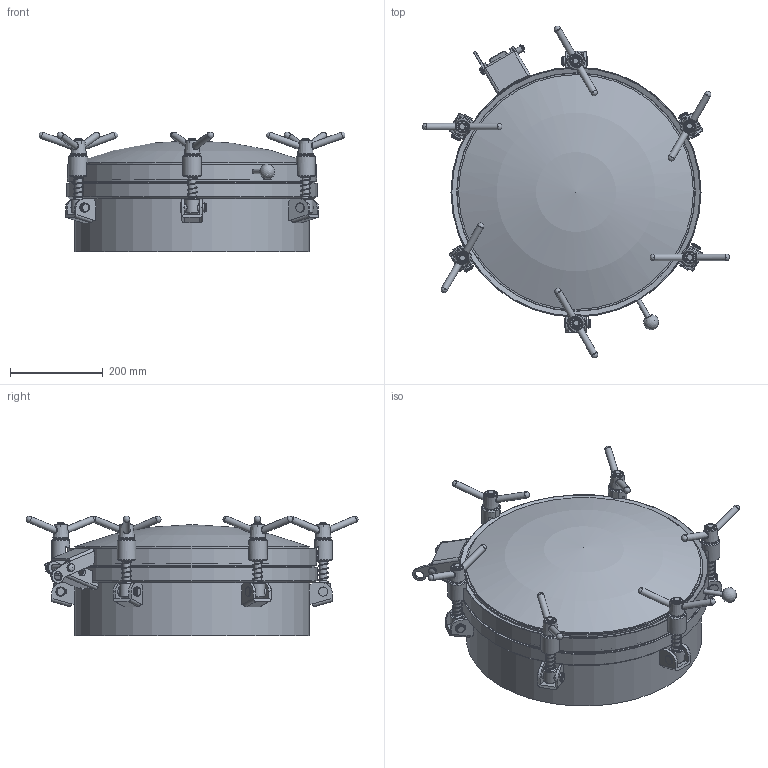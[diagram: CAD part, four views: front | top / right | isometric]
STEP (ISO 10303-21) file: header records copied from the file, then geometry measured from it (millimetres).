
FILE_DESCRIPTION(/* description */ ('Unknown'),/* implementation_level */ '2;1');
FILE_NAME(/* name */ 'MOD 500P_03 rev 0',/* time_stamp */ '2016-07-04T11:29:49+02:00',/* author */ ('Unknown'),/* organization */ ('Unknown'),/* preprocessor_version */ 'ST-DEVELOPER v16',/* originating_system */ 'DEX',/* authorisation */ $);
FILE_SCHEMA (('AP242_MANAGED_MODEL_BASED_3D_ENGINEERING_MIM_LF { 1 0 10303 442 1 1 4 }','AUTOMOTIVE_DESIGN {1 0 10303 214 3 1 1}'));
Length unit declared in the file: millimetre
Products named in the file (24): MOD 500P_03 rev 0; 7TA9501 rev 03; 8ALA3 rev 02; 81019 rev 01; 82030 rev 01; 7CA9520 rev 0; 73103 rev 02; 8A413 rev 02; 8AS133; 97258; 82020 rev 01; 9627 rev 01; 93017 rev 02; 97239 rev 0; 93010 rev 0; 95421; 95427; 91003 rev 0; 97200 rev 01; 97053; 94030 rev 01; 94030_2 rev 01; 94030_1; 97301 rev 01
Assembly tree (63 placements, depth 4):
  MOD 500P_03 rev 0
    7TA9501 rev 03
      8ALA3 rev 02
      81019 rev 01  x6
      82030 rev 01
    7CA9520 rev 0
      73103 rev 02
        8A413 rev 02
        8AS133
      97258
      82020 rev 01
    9627 rev 01
    93017 rev 02
    97239 rev 0
    93010 rev 0  x6
    95421
    95427  x6
    91003 rev 0  x6
    97200 rev 01  x6
    97053  x6
    94030 rev 01  x6
      94030_2 rev 01
      94030_1
    97301 rev 01  x6
Bounding box: 660.2 x 714.29 x 258.1 mm (x, y, z)
Volume: 5042547.5 mm3; surface area: 1625285 mm2
Topology: 64 solids, 64 shells, 1079 faces, 2586 edges, 1633 vertices
Faces by surface type: plane 568, cylinder 309, cone 112, bspline 40, torus 34, sphere 16
Full cylindrical faces by diameter (mm): 2 x12, 8.376 x1, 10 x3, 10.5 x1, 12 x2, 13 x2, 13.835 x6, 14 x12, 16 x14, 17 x18, 18 x12, 18.5 x18, 20 x18, 20.2 x1, 30 x12, 498 x1, 500 x1, 505 x2, 505.6 x1, 506 x1, 512 x1, 525 x1, 528 x1, 531 x1, 536 x1, 538 x1
Entity records: 12855 total; most frequent: CARTESIAN_POINT 4736, DIRECTION 1646, ORIENTED_EDGE 1292, EDGE_CURVE 646, AXIS2_PLACEMENT_3D 646, VERTEX_POINT 462, FACE_BOUND 462, EDGE_LOOP 460
